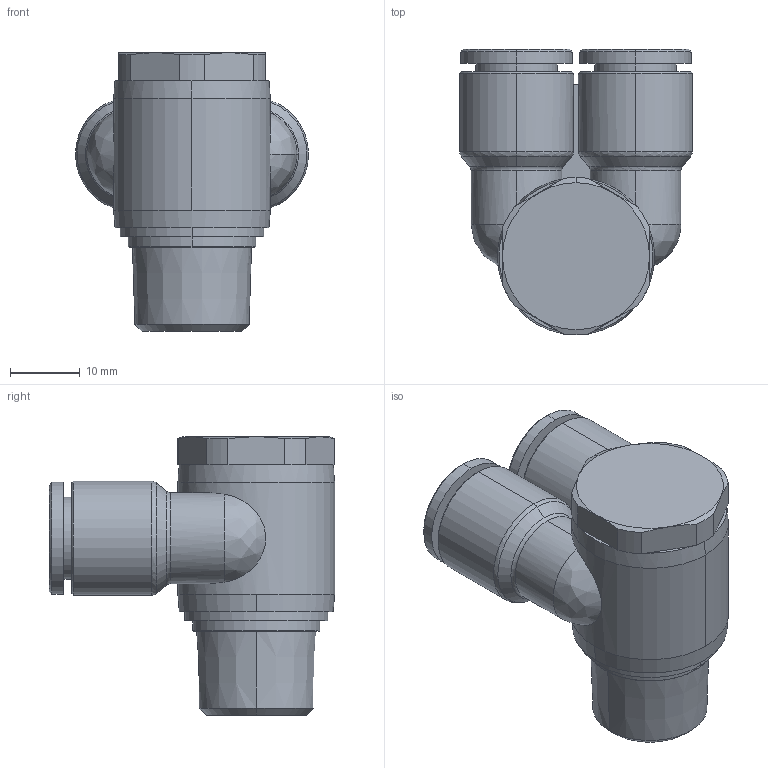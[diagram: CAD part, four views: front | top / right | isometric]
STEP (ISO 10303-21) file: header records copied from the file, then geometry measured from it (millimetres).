
FILE_DESCRIPTION (( 'STEP AP214' ), '1' );
FILE_NAME ('PA10-03.stp', '2015-08-27T13:01:25', ( '' ), ( '' ), 'SwSTEP 2.0', 'SolidWorks 2015', '' );
FILE_SCHEMA (( 'AUTOMOTIVE_DESIGN' ));
Length unit declared in the file: millimetre
Products named in the file (2): ｦ+ﾃｦ1; PA10-03
Assembly tree (1 placements, depth 2):
  PA10-03
    ｦ+ﾃｦ1
Bounding box: 33.3 x 40.83 x 39.8 mm (x, y, z)
Volume: 15028.4 mm3; surface area: 8387.5 mm2
Topology: 1 solids, 1 shells, 888 faces, 2518 edges, 1662 vertices
Faces by surface type: plane 786, cone 41, cylinder 39, bspline 19, torus 3
Entity records: 29712 total; most frequent: CARTESIAN_POINT 5645, ORIENTED_EDGE 5032, DIRECTION 4363, EDGE_CURVE 2516, VECTOR 2305, LINE 2305, VERTEX_POINT 1662, AXIS2_PLACEMENT_3D 1029
